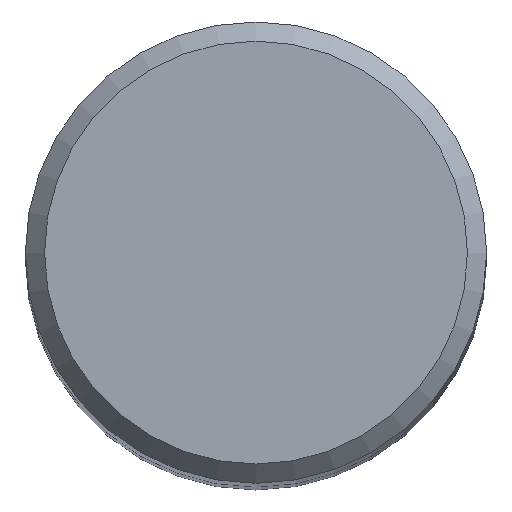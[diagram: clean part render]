
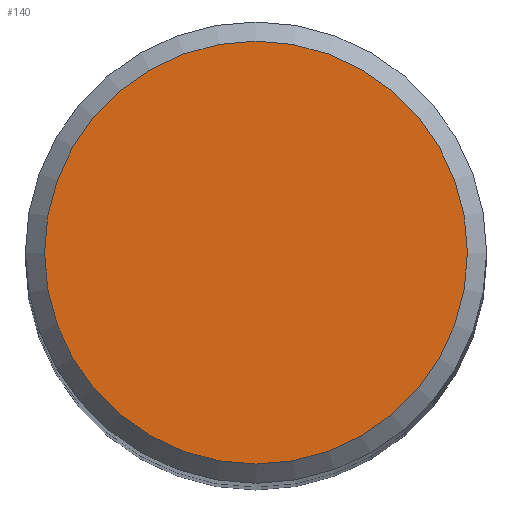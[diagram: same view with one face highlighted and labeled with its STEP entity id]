
A CAD part, top view. The second image highlights one B-rep face of the part: STEP entity #140.
In plain terms, the highlighted planar face has unit normal (0, 0, 1).
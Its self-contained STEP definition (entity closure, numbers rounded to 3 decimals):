
#3 = EDGE_LOOP ( 'NONE', ( #174 ) ) ;
#21 = CARTESIAN_POINT ( 'NONE',  ( 0., 0., 100. ) ) ;
#30 = VERTEX_POINT ( 'NONE', #170 ) ;
#37 = DIRECTION ( 'NONE',  ( 0., 1., 0. ) ) ;
#52 = DIRECTION ( 'NONE',  ( 0., 1., 0. ) ) ;
#68 = DIRECTION ( 'NONE',  ( 0., 0., -1. ) ) ;
#84 = PLANE ( 'NONE',  #126 ) ;
#126 = AXIS2_PLACEMENT_3D ( 'NONE', #146, #145, #37 ) ;
#140 = ADVANCED_FACE ( 'NONE', ( #162 ), #84, .F. ) ;
#144 = AXIS2_PLACEMENT_3D ( 'NONE', #21, #68, #52 ) ;
#145 = DIRECTION ( 'NONE',  ( 0., 0., -1. ) ) ;
#146 = CARTESIAN_POINT ( 'NONE',  ( 0., 0., 100. ) ) ;
#149 = CIRCLE ( 'NONE', #144, 5.5 ) ;
#162 = FACE_OUTER_BOUND ( 'NONE', #3, .T. ) ;
#170 = CARTESIAN_POINT ( 'NONE',  ( 0., 5.5, 100. ) ) ;
#174 = ORIENTED_EDGE ( 'NONE', *, *, #201, .F. ) ;
#201 = EDGE_CURVE ( 'NONE', #30, #30, #149, .T. ) ;
